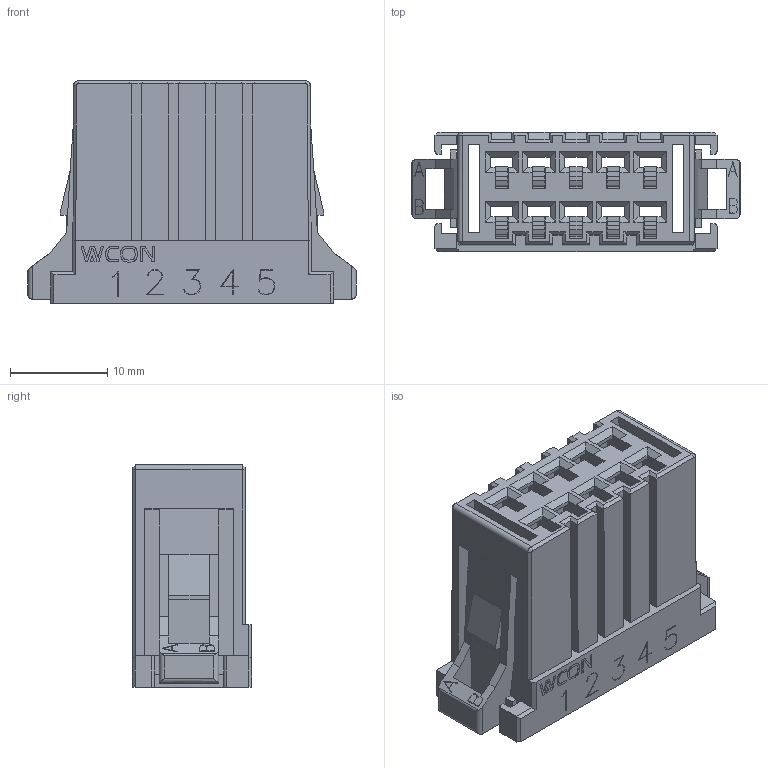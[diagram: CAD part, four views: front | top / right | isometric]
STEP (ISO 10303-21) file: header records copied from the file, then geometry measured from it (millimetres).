
FILE_DESCRIPTION( ('This file contains a STEP AP42 implementation' ,'as created by ZW3D STEP Interface translator.') ,'2;1' );
FILE_NAME( 'WD3810-2H05B010.stp' ,'2312 6.14 5 3', (''), ('ZWCAD Software Co.'), 'Version 1.0', 'ZW3D to STEP translator', '' );
FILE_SCHEMA(('AUTOMOTIVE_DESIGN { 1 0 10303 214 1 1 1 1 }'));
Length unit declared in the file: millimetre
Products named in the file (2): 0; WD3810-2H05B010
Bounding box: 33.69 x 12.29 x 22.8 mm (x, y, z)
Volume: 3142.1 mm3; surface area: 7360 mm2
Topology: 1 solids, 1 shells, 1013 faces, 2806 edges, 1812 vertices
Faces by surface type: plane 931, cylinder 71, bspline 11
Entity records: 33180 total; most frequent: CARTESIAN_POINT 6314, ORIENTED_EDGE 5612, DIRECTION 4883, EDGE_CURVE 2806, VECTOR 2633, LINE 2633, VERTEX_POINT 1812, AXIS2_PLACEMENT_3D 1125
